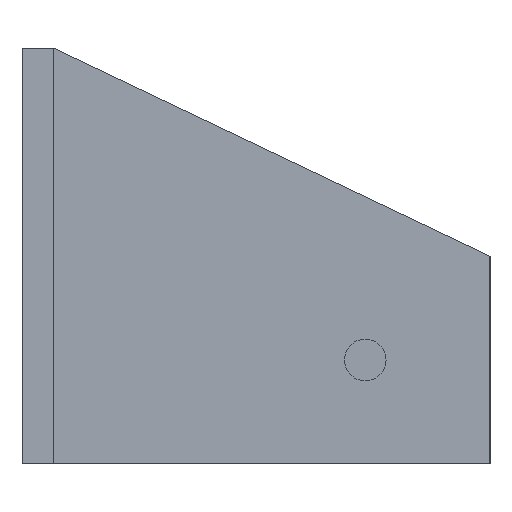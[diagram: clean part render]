
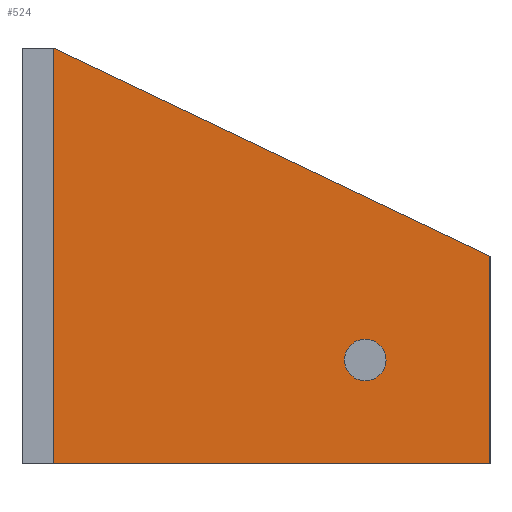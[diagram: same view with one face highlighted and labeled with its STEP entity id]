
A CAD part, left-side view. The second image highlights one B-rep face of the part: STEP entity #524.
In plain terms, the highlighted planar face has unit normal (-1, 0, 0).
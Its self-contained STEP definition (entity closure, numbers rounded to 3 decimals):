
#36=FACE_BOUND('',#116,.T.);
#56=CIRCLE('',#584,2.);
#76=FACE_OUTER_BOUND('',#115,.T.);
#115=EDGE_LOOP('',(#418,#419,#420,#421));
#116=EDGE_LOOP('',(#422));
#152=LINE('',#783,#202);
#155=LINE('',#788,#205);
#165=LINE('',#808,#215);
#173=LINE('',#845,#223);
#202=VECTOR('',#630,1.);
#205=VECTOR('',#635,1.);
#215=VECTOR('',#647,1.);
#223=VECTOR('',#687,1.);
#243=VERTEX_POINT('',#762);
#250=VERTEX_POINT('',#782);
#251=VERTEX_POINT('',#786);
#260=VERTEX_POINT('',#806);
#274=VERTEX_POINT('',#847);
#296=EDGE_CURVE('',#250,#243,#152,.T.);
#299=EDGE_CURVE('',#251,#243,#155,.T.);
#309=EDGE_CURVE('',#251,#260,#165,.T.);
#328=EDGE_CURVE('',#260,#250,#173,.T.);
#329=EDGE_CURVE('',#274,#274,#56,.T.);
#418=ORIENTED_EDGE('',*,*,#299,.F.);
#419=ORIENTED_EDGE('',*,*,#309,.T.);
#420=ORIENTED_EDGE('',*,*,#328,.T.);
#421=ORIENTED_EDGE('',*,*,#296,.T.);
#422=ORIENTED_EDGE('',*,*,#329,.T.);
#506=PLANE('',#583);
#524=ADVANCED_FACE('',(#76,#36),#506,.T.);
#583=AXIS2_PLACEMENT_3D('',#846,#688,#689);
#584=AXIS2_PLACEMENT_3D('',#848,#690,#691);
#630=DIRECTION('',(0.,0.903,0.43));
#635=DIRECTION('',(0.,0.,1.));
#647=DIRECTION('',(0.,-1.,0.));
#687=DIRECTION('',(0.,0.,1.));
#688=DIRECTION('center_axis',(-1.,0.,0.));
#689=DIRECTION('ref_axis',(0.,0.,1.));
#690=DIRECTION('center_axis',(1.,0.,0.));
#691=DIRECTION('ref_axis',(0.,1.,0.));
#762=CARTESIAN_POINT('',(-32.25,-3.,30.));
#782=CARTESIAN_POINT('',(-32.25,-45.,10.));
#783=CARTESIAN_POINT('',(-32.25,-13.422,25.037));
#786=CARTESIAN_POINT('',(-32.25,-3.,-10.));
#788=CARTESIAN_POINT('',(-32.25,-3.,-30.));
#806=CARTESIAN_POINT('',(-32.25,-45.,-10.));
#808=CARTESIAN_POINT('',(-32.25,-32.315,-10.));
#845=CARTESIAN_POINT('',(-32.25,-45.,-30.));
#846=CARTESIAN_POINT('Origin',(-32.25,0.,-30.));
#847=CARTESIAN_POINT('',(-32.25,-35.,0.));
#848=CARTESIAN_POINT('Origin',(-32.25,-33.,0.));
